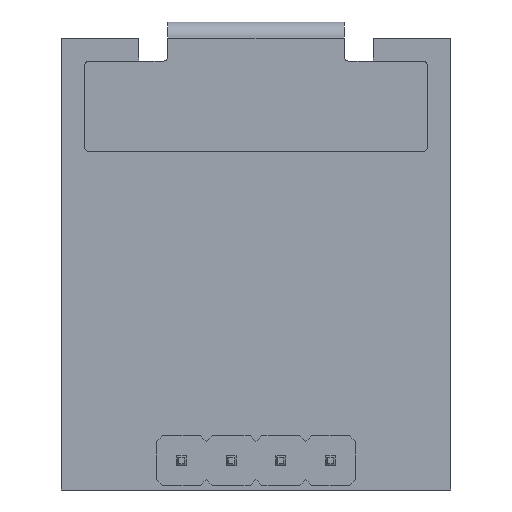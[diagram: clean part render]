
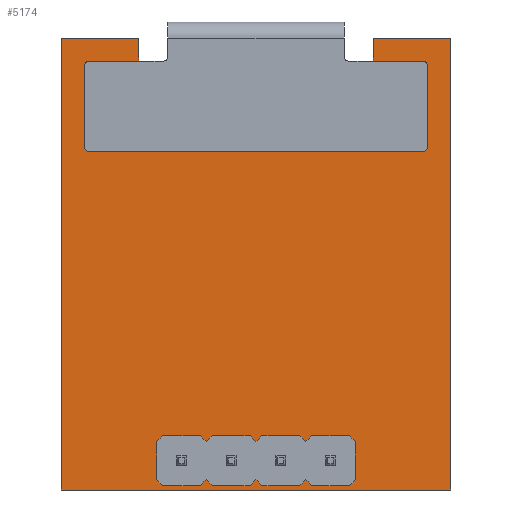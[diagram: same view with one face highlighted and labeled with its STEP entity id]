
A CAD part, front view. The second image highlights one B-rep face of the part: STEP entity #5174.
In plain terms, the highlighted planar face has unit normal (0, -1, 0).
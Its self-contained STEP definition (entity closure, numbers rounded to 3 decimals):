
#55=CIRCLE('',#5439,0.5);
#56=CIRCLE('',#5441,0.5);
#57=CIRCLE('',#5443,0.5);
#58=CIRCLE('',#5445,0.5);
#59=CIRCLE('',#5448,0.5);
#60=CIRCLE('',#5451,0.5);
#105=FACE_BOUND('',#793,.T.);
#106=FACE_BOUND('',#794,.T.);
#107=FACE_BOUND('',#795,.T.);
#108=FACE_BOUND('',#796,.T.);
#487=FACE_OUTER_BOUND('',#792,.T.);
#792=EDGE_LOOP('',(#4005,#4006,#4007,#4008,#4009,#4010,#4011,#4012,#4013,
#4014));
#793=EDGE_LOOP('',(#4015));
#794=EDGE_LOOP('',(#4016));
#795=EDGE_LOOP('',(#4017));
#796=EDGE_LOOP('',(#4018));
#1183=LINE('',#8287,#1774);
#1187=LINE('',#8296,#1778);
#1190=LINE('',#8304,#1781);
#1192=LINE('',#8308,#1783);
#1193=LINE('',#8310,#1784);
#1194=LINE('',#8312,#1785);
#1195=LINE('',#8314,#1786);
#1196=LINE('',#8315,#1787);
#1774=VECTOR('',#6028,10.);
#1778=VECTOR('',#6038,10.);
#1781=VECTOR('',#6047,10.);
#1783=VECTOR('',#6051,10.);
#1784=VECTOR('',#6052,10.);
#1785=VECTOR('',#6053,10.);
#1786=VECTOR('',#6054,10.);
#1787=VECTOR('',#6055,10.);
#2370=VERTEX_POINT('',#8269);
#2371=VERTEX_POINT('',#8273);
#2372=VERTEX_POINT('',#8277);
#2373=VERTEX_POINT('',#8281);
#2374=VERTEX_POINT('',#8285);
#2375=VERTEX_POINT('',#8286);
#2376=VERTEX_POINT('',#8291);
#2377=VERTEX_POINT('',#8295);
#2378=VERTEX_POINT('',#8299);
#2379=VERTEX_POINT('',#8303);
#2380=VERTEX_POINT('',#8307);
#2381=VERTEX_POINT('',#8309);
#2382=VERTEX_POINT('',#8311);
#2383=VERTEX_POINT('',#8313);
#2948=EDGE_CURVE('',#2370,#2370,#55,.T.);
#2950=EDGE_CURVE('',#2371,#2371,#56,.T.);
#2952=EDGE_CURVE('',#2372,#2372,#57,.T.);
#2954=EDGE_CURVE('',#2373,#2373,#58,.T.);
#2955=EDGE_CURVE('',#2374,#2375,#1183,.T.);
#2958=EDGE_CURVE('',#2375,#2376,#59,.T.);
#2960=EDGE_CURVE('',#2376,#2377,#1187,.T.);
#2962=EDGE_CURVE('',#2378,#2374,#60,.T.);
#2964=EDGE_CURVE('',#2379,#2378,#1190,.T.);
#2966=EDGE_CURVE('',#2380,#2377,#1192,.T.);
#2967=EDGE_CURVE('',#2381,#2380,#1193,.T.);
#2968=EDGE_CURVE('',#2382,#2381,#1194,.T.);
#2969=EDGE_CURVE('',#2383,#2382,#1195,.T.);
#2970=EDGE_CURVE('',#2379,#2383,#1196,.T.);
#4005=ORIENTED_EDGE('',*,*,#2964,.T.);
#4006=ORIENTED_EDGE('',*,*,#2962,.T.);
#4007=ORIENTED_EDGE('',*,*,#2955,.T.);
#4008=ORIENTED_EDGE('',*,*,#2958,.T.);
#4009=ORIENTED_EDGE('',*,*,#2960,.T.);
#4010=ORIENTED_EDGE('',*,*,#2966,.F.);
#4011=ORIENTED_EDGE('',*,*,#2967,.F.);
#4012=ORIENTED_EDGE('',*,*,#2968,.F.);
#4013=ORIENTED_EDGE('',*,*,#2969,.F.);
#4014=ORIENTED_EDGE('',*,*,#2970,.F.);
#4015=ORIENTED_EDGE('',*,*,#2948,.T.);
#4016=ORIENTED_EDGE('',*,*,#2950,.T.);
#4017=ORIENTED_EDGE('',*,*,#2952,.T.);
#4018=ORIENTED_EDGE('',*,*,#2954,.T.);
#4899=PLANE('',#5453);
#5174=ADVANCED_FACE('',(#487,#105,#106,#107,#108),#4899,.F.);
#5439=AXIS2_PLACEMENT_3D('',#8271,#6009,#6010);
#5441=AXIS2_PLACEMENT_3D('',#8275,#6014,#6015);
#5443=AXIS2_PLACEMENT_3D('',#8279,#6019,#6020);
#5445=AXIS2_PLACEMENT_3D('',#8283,#6024,#6025);
#5448=AXIS2_PLACEMENT_3D('',#8292,#6033,#6034);
#5451=AXIS2_PLACEMENT_3D('',#8300,#6042,#6043);
#5453=AXIS2_PLACEMENT_3D('',#8306,#6049,#6050);
#6009=DIRECTION('center_axis',(0.,1.,0.));
#6010=DIRECTION('ref_axis',(-1.,0.,0.));
#6014=DIRECTION('center_axis',(0.,1.,0.));
#6015=DIRECTION('ref_axis',(-1.,0.,0.));
#6019=DIRECTION('center_axis',(0.,1.,0.));
#6020=DIRECTION('ref_axis',(-1.,0.,0.));
#6024=DIRECTION('center_axis',(0.,1.,0.));
#6025=DIRECTION('ref_axis',(-1.,0.,0.));
#6028=DIRECTION('',(-1.,0.,0.));
#6033=DIRECTION('center_axis',(0.,1.,0.));
#6034=DIRECTION('ref_axis',(0.,0.,-1.));
#6038=DIRECTION('',(0.,0.,1.));
#6042=DIRECTION('center_axis',(0.,1.,0.));
#6043=DIRECTION('ref_axis',(1.,0.,0.));
#6047=DIRECTION('',(0.,0.,-1.));
#6049=DIRECTION('center_axis',(0.,1.,0.));
#6050=DIRECTION('ref_axis',(1.,0.,0.));
#6051=DIRECTION('',(1.,0.,0.));
#6052=DIRECTION('',(0.,0.,1.));
#6053=DIRECTION('',(-1.,0.,0.));
#6054=DIRECTION('',(0.,0.,-1.));
#6055=DIRECTION('',(1.,0.,0.));
#8269=CARTESIAN_POINT('',(1.77,0.,-10.05));
#8271=CARTESIAN_POINT('Origin',(1.27,0.,-10.05));
#8273=CARTESIAN_POINT('',(-0.77,0.,-10.05));
#8275=CARTESIAN_POINT('Origin',(-1.27,0.,-10.05));
#8277=CARTESIAN_POINT('',(4.31,0.,-10.05));
#8279=CARTESIAN_POINT('Origin',(3.81,0.,-10.05));
#8281=CARTESIAN_POINT('',(-3.31,0.,-10.05));
#8283=CARTESIAN_POINT('Origin',(-3.81,0.,-10.05));
#8285=CARTESIAN_POINT('',(5.5,0.,10.05));
#8286=CARTESIAN_POINT('',(-5.5,0.,10.05));
#8287=CARTESIAN_POINT('',(-2.75,0.,10.05));
#8291=CARTESIAN_POINT('',(-6.,0.,10.55));
#8292=CARTESIAN_POINT('Origin',(-5.5,0.,10.55));
#8295=CARTESIAN_POINT('',(-6.,0.,11.55));
#8296=CARTESIAN_POINT('',(-6.,0.,5.775));
#8299=CARTESIAN_POINT('',(6.,0.,10.55));
#8300=CARTESIAN_POINT('Origin',(5.5,0.,10.55));
#8303=CARTESIAN_POINT('',(6.,0.,11.55));
#8304=CARTESIAN_POINT('',(6.,0.,5.275));
#8306=CARTESIAN_POINT('Origin',(0.,0.,0.));
#8307=CARTESIAN_POINT('',(-9.95,0.,11.55));
#8308=CARTESIAN_POINT('',(-9.95,0.,11.55));
#8309=CARTESIAN_POINT('',(-9.95,0.,-11.55));
#8310=CARTESIAN_POINT('',(-9.95,0.,-11.55));
#8311=CARTESIAN_POINT('',(9.95,0.,-11.55));
#8312=CARTESIAN_POINT('',(9.95,0.,-11.55));
#8313=CARTESIAN_POINT('',(9.95,0.,11.55));
#8314=CARTESIAN_POINT('',(9.95,0.,11.55));
#8315=CARTESIAN_POINT('',(-9.95,0.,11.55));
